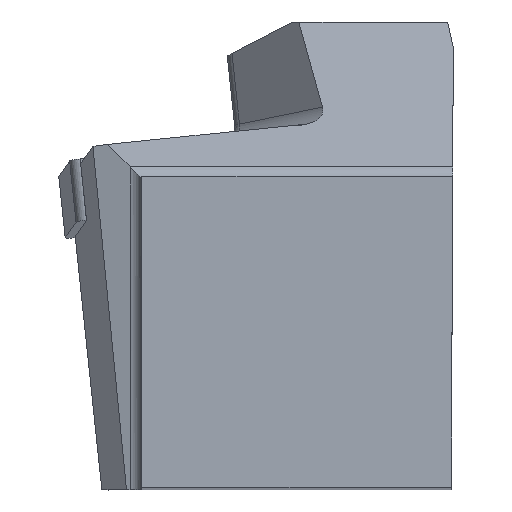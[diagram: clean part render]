
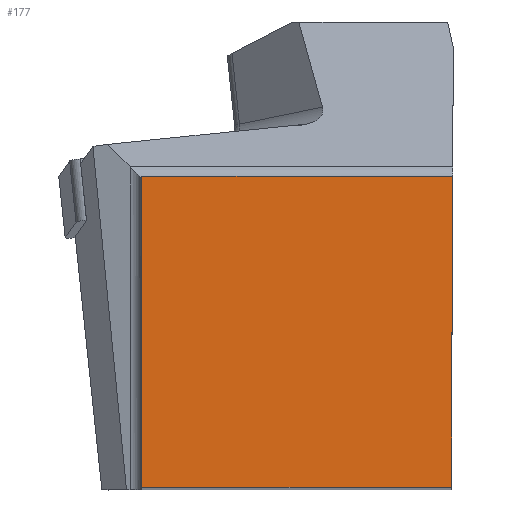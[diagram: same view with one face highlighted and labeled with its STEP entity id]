
A CAD part, top view. The second image highlights one B-rep face of the part: STEP entity #177.
In plain terms, the highlighted planar face has unit normal (0, 0, 1).
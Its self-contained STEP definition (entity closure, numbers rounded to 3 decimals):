
#136=FACE_OUTER_BOUND('',#414,.T.);
#177=ADVANCED_FACE('SHANK_FACE_BACK',(#136),#214,.F.);
#214=PLANE('',#955);
#266=LINE('',#1417,#343);
#269=LINE('',#1422,#346);
#287=LINE('',#1466,#364);
#288=LINE('',#1468,#365);
#343=VECTOR('',#1101,1.);
#346=VECTOR('',#1106,1.);
#364=VECTOR('',#1148,1.);
#365=VECTOR('',#1149,1.);
#414=EDGE_LOOP('',(#564,#565,#566,#567));
#564=ORIENTED_EDGE('',*,*,#801,.F.);
#565=ORIENTED_EDGE('',*,*,#778,.T.);
#566=ORIENTED_EDGE('',*,*,#775,.T.);
#567=ORIENTED_EDGE('',*,*,#802,.F.);
#693=VERTEX_POINT('',#1416);
#694=VERTEX_POINT('',#1418);
#695=VERTEX_POINT('',#1423);
#709=VERTEX_POINT('',#1467);
#775=EDGE_CURVE('',#694,#693,#266,.T.);
#778=EDGE_CURVE('',#695,#694,#269,.T.);
#801=EDGE_CURVE('',#695,#709,#287,.T.);
#802=EDGE_CURVE('',#709,#693,#288,.T.);
#955=AXIS2_PLACEMENT_3D('',#1469,#1150,#1151);
#1101=DIRECTION('',(0.004,1.,0.));
#1106=DIRECTION('',(1.,0.,0.));
#1148=DIRECTION('',(0.,1.,0.));
#1149=DIRECTION('',(1.,0.,0.));
#1150=DIRECTION('',(0.,0.,-1.));
#1151=DIRECTION('',(-0.995,-0.105,0.));
#1416=CARTESIAN_POINT('',(0.,31.85,0.));
#1417=CARTESIAN_POINT('',(-0.973,-191.232,0.));
#1418=CARTESIAN_POINT('',(-0.139,0.,0.));
#1422=CARTESIAN_POINT('',(-43.893,0.,0.));
#1423=CARTESIAN_POINT('',(-31.85,0.,0.));
#1466=CARTESIAN_POINT('',(-31.85,-7.092,0.));
#1467=CARTESIAN_POINT('',(-31.85,31.85,0.));
#1468=CARTESIAN_POINT('',(-43.893,31.85,0.));
#1469=CARTESIAN_POINT('',(0.,0.,0.));
